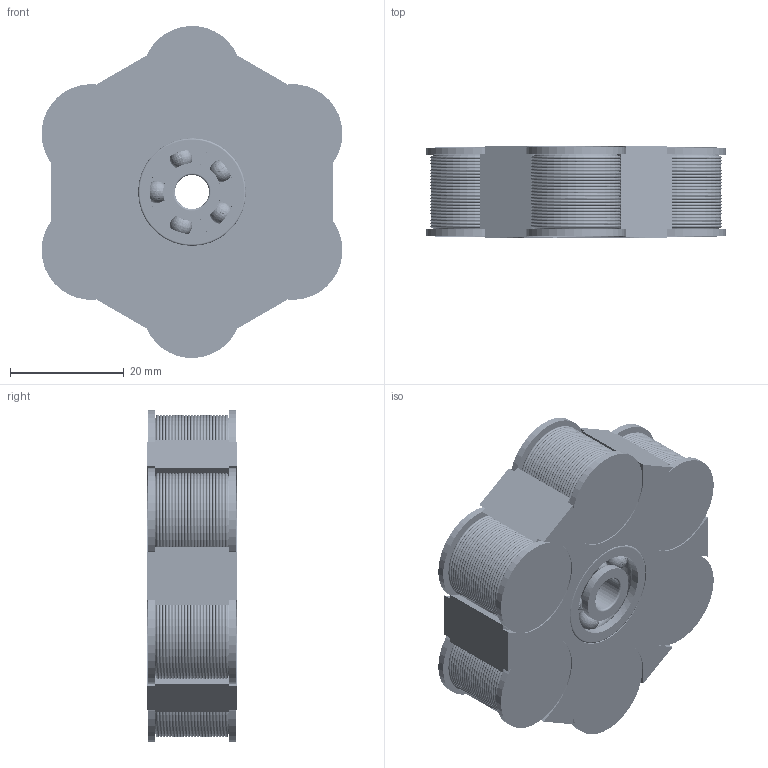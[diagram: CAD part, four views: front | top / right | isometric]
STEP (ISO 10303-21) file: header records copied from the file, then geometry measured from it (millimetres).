
FILE_DESCRIPTION(/* description */ (''),/* implementation_level */ '2;1');
FILE_NAME(/* name */ 'stator.stp',/* time_stamp */ '2023-09-09T12:06:57+02:00',/* author */ ('techn'),/* organization */ (''),/* preprocessor_version */ 'ST-DEVELOPER v18.1',/* originating_system */ 'Autodesk Inventor 2022',/* authorisation */ '');
FILE_SCHEMA (('AUTOMOTIVE_DESIGN { 1 0 10303 214 3 1 1 }'));
Length unit declared in the file: millimetre
Products named in the file (5): stator; motor15; core; DIN 625 T1 - 626 - 6 x 19 x 6; coil
Assembly tree (22 placements, depth 2):
  stator
    motor15  x2
    core  x12
    DIN 625 T1 - 626 - 6 x 19 x 6  x2
    coil  x6
Bounding box: 52.99 x 16 x 58.48 mm (x, y, z)
Volume: 31537.8 mm3; surface area: 57960.9 mm2
Topology: 52 solids, 52 shells, 1364 faces, 2814 edges, 1500 vertices
Faces by surface type: torus 1168, plane 122, cylinder 64, sphere 10
Full cylindrical faces by diameter (mm): 6 x2, 7 x2, 8 x12, 10.16 x4, 14.84 x4, 17.5 x12, 19 x4
Entity records: 8114 total; most frequent: DIRECTION 1696, CARTESIAN_POINT 1277, ORIENTED_EDGE 1220, AXIS2_PLACEMENT_3D 783, EDGE_CURVE 610, CIRCLE 480, VERTEX_POINT 364, EDGE_LOOP 294
